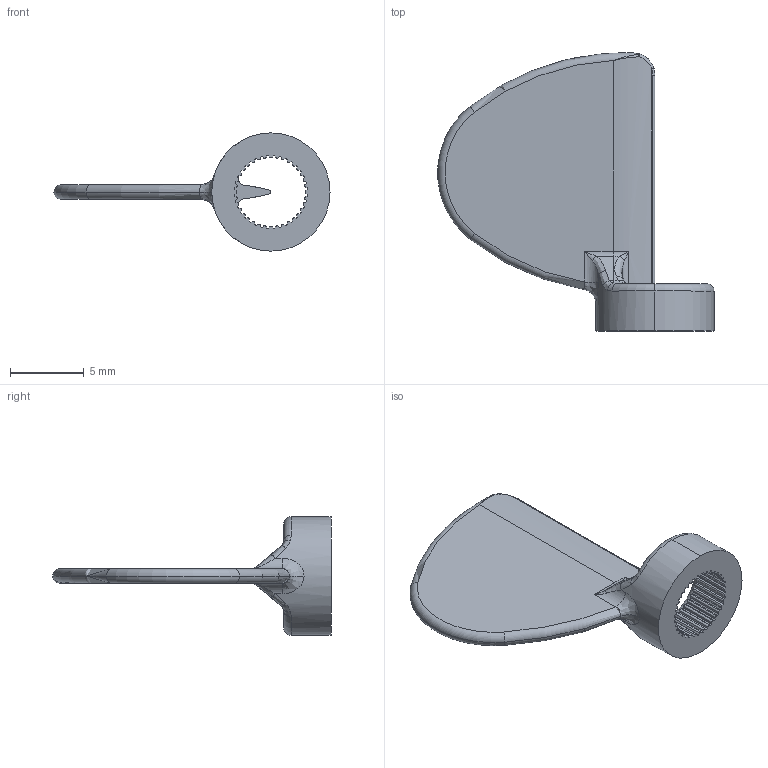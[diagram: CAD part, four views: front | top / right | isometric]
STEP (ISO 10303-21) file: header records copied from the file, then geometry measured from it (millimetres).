
FILE_DESCRIPTION (( 'STEP AP214' ), '1' );
FILE_NAME ('Splitter_Gate.STEP', '2024-12-27T18:01:57', ( '' ), ( '' ), 'SwSTEP 2.0', 'SolidWorks 2021', '' );
FILE_SCHEMA (( 'AUTOMOTIVE_DESIGN' ));
Length unit declared in the file: millimetre
Products named in the file (1): Splitter_Gate
Bounding box: 18.68 x 18.81 x 8 mm (x, y, z)
Volume: 282.2 mm3; surface area: 601 mm2
Topology: 1 solids, 1 shells, 255 faces, 667 edges, 405 vertices
Faces by surface type: plane 117, cylinder 90, bspline 28, torus 16, sphere 2, cone 2
Entity records: 8205 total; most frequent: CARTESIAN_POINT 1979, DIRECTION 1333, ORIENTED_EDGE 1318, EDGE_CURVE 659, AXIS2_PLACEMENT_3D 503, VERTEX_POINT 405, LINE 327, VECTOR 327
